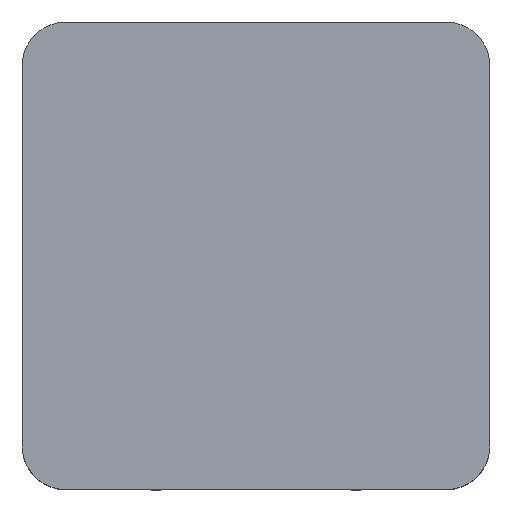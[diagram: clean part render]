
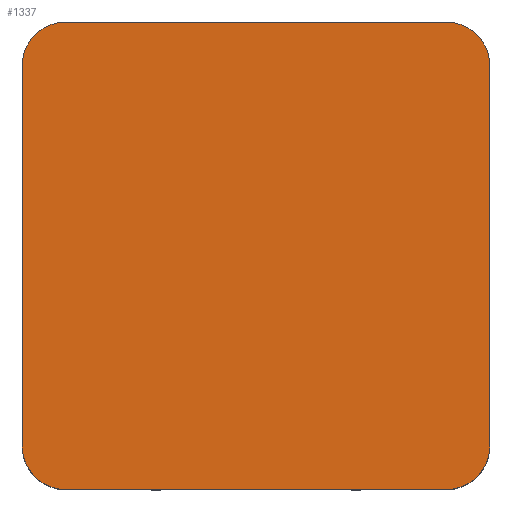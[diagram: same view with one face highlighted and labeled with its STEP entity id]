
A CAD part, top view. The second image highlights one B-rep face of the part: STEP entity #1337.
In plain terms, the highlighted planar face has unit normal (0, 0, 1).
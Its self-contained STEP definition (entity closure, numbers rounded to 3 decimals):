
#884 = VERTEX_POINT('',#885);
#885 = CARTESIAN_POINT('',(5.,-6.15,6.2));
#891 = EDGE_CURVE('',#884,#892,#894,.T.);
#892 = VERTEX_POINT('',#893);
#893 = CARTESIAN_POINT('',(-5.,-6.15,6.2));
#894 = LINE('',#895,#896);
#895 = CARTESIAN_POINT('',(5.,-6.15,6.2));
#896 = VECTOR('',#897,1.);
#897 = DIRECTION('',(-1.,0.,0.));
#961 = VERTEX_POINT('',#962);
#962 = CARTESIAN_POINT('',(-6.15,-5.,6.2));
#968 = EDGE_CURVE('',#961,#969,#971,.T.);
#969 = VERTEX_POINT('',#970);
#970 = CARTESIAN_POINT('',(-6.15,5.,6.2));
#971 = LINE('',#972,#973);
#972 = CARTESIAN_POINT('',(-6.15,-5.,6.2));
#973 = VECTOR('',#974,1.);
#974 = DIRECTION('',(0.,1.,0.));
#1026 = VERTEX_POINT('',#1027);
#1027 = CARTESIAN_POINT('',(-5.,6.15,6.2));
#1033 = EDGE_CURVE('',#1026,#1034,#1036,.T.);
#1034 = VERTEX_POINT('',#1035);
#1035 = CARTESIAN_POINT('',(5.,6.15,6.2));
#1036 = LINE('',#1037,#1038);
#1037 = CARTESIAN_POINT('',(-5.,6.15,6.2));
#1038 = VECTOR('',#1039,1.);
#1039 = DIRECTION('',(1.,0.,0.));
#1213 = VERTEX_POINT('',#1214);
#1214 = CARTESIAN_POINT('',(6.15,5.,6.2));
#1220 = EDGE_CURVE('',#1213,#1221,#1223,.T.);
#1221 = VERTEX_POINT('',#1222);
#1222 = CARTESIAN_POINT('',(6.15,-5.,6.2));
#1223 = LINE('',#1224,#1225);
#1224 = CARTESIAN_POINT('',(6.15,5.,6.2));
#1225 = VECTOR('',#1226,1.);
#1226 = DIRECTION('',(0.,-1.,0.));
#1324 = EDGE_CURVE('',#884,#1221,#1325,.T.);
#1325 = CIRCLE('',#1326,1.15);
#1326 = AXIS2_PLACEMENT_3D('',#1327,#1328,#1329);
#1327 = CARTESIAN_POINT('',(5.,-5.,6.2));
#1328 = DIRECTION('',(0.,0.,1.));
#1329 = DIRECTION('',(1.,0.,0.));
#1337 = ADVANCED_FACE('',(#1338),#1366,.T.);
#1338 = FACE_BOUND('',#1339,.F.);
#1339 = EDGE_LOOP('',(#1340,#1341,#1348,#1349,#1350,#1351,#1358,#1359));
#1340 = ORIENTED_EDGE('',*,*,#1033,.T.);
#1341 = ORIENTED_EDGE('',*,*,#1342,.F.);
#1342 = EDGE_CURVE('',#1213,#1034,#1343,.T.);
#1343 = CIRCLE('',#1344,1.15);
#1344 = AXIS2_PLACEMENT_3D('',#1345,#1346,#1347);
#1345 = CARTESIAN_POINT('',(5.,5.,6.2));
#1346 = DIRECTION('',(0.,0.,1.));
#1347 = DIRECTION('',(1.,0.,0.));
#1348 = ORIENTED_EDGE('',*,*,#1220,.T.);
#1349 = ORIENTED_EDGE('',*,*,#1324,.F.);
#1350 = ORIENTED_EDGE('',*,*,#891,.T.);
#1351 = ORIENTED_EDGE('',*,*,#1352,.F.);
#1352 = EDGE_CURVE('',#961,#892,#1353,.T.);
#1353 = CIRCLE('',#1354,1.15);
#1354 = AXIS2_PLACEMENT_3D('',#1355,#1356,#1357);
#1355 = CARTESIAN_POINT('',(-5.,-5.,6.2));
#1356 = DIRECTION('',(0.,0.,1.));
#1357 = DIRECTION('',(1.,0.,0.));
#1358 = ORIENTED_EDGE('',*,*,#968,.T.);
#1359 = ORIENTED_EDGE('',*,*,#1360,.F.);
#1360 = EDGE_CURVE('',#1026,#969,#1361,.T.);
#1361 = CIRCLE('',#1362,1.15);
#1362 = AXIS2_PLACEMENT_3D('',#1363,#1364,#1365);
#1363 = CARTESIAN_POINT('',(-5.,5.,6.2));
#1364 = DIRECTION('',(0.,0.,1.));
#1365 = DIRECTION('',(1.,0.,0.));
#1366 = PLANE('',#1367);
#1367 = AXIS2_PLACEMENT_3D('',#1368,#1369,#1370);
#1368 = CARTESIAN_POINT('',(-5.,6.15,6.2));
#1369 = DIRECTION('',(0.,0.,1.));
#1370 = DIRECTION('',(1.,0.,0.));
